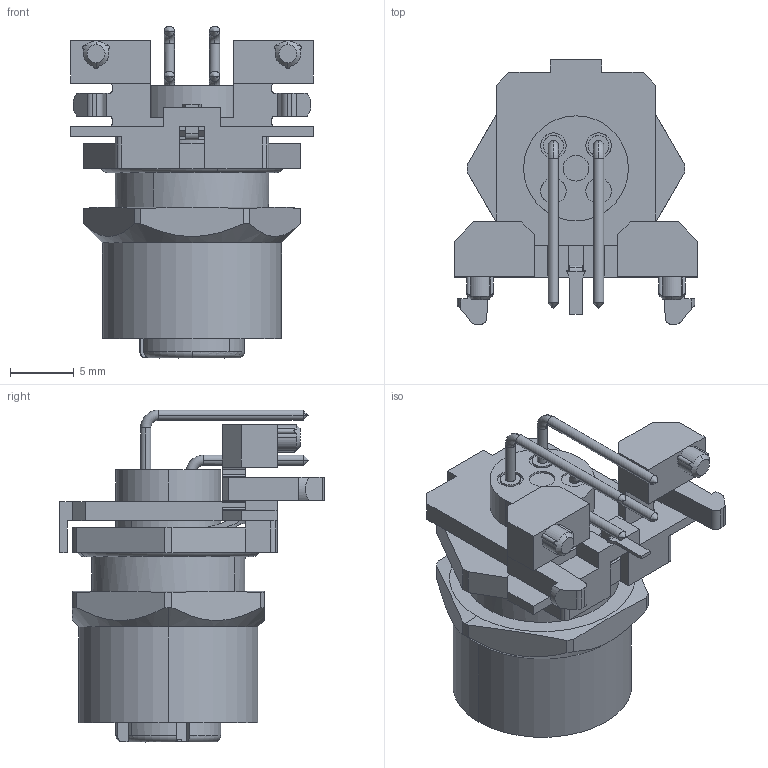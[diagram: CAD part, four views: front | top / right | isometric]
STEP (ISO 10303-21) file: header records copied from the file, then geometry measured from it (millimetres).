
FILE_DESCRIPTION(('CATIA V5R24 STEP','CAx-IF Rec.Pracs.--- Model Styling and Organization---1.2---2011-12-15'),'2;1');
FILE_NAME ('D1461960_0_2424410000_2424410000.stp','2017-04-25T09:33:49+00:00',('none'),('Weidmueller'),'CATIA Version 5-6 Release 2014 SP4 HF52','CATIA V5 STEP AP214','none');
FILE_SCHEMA(('AUTOMOTIVE_DESIGN { 1 0 10303 214 1 1 1 1 }'));
Length unit declared in the file: millimetre
Products named in the file (1): 2424410000
Bounding box: 19 x 20.7 x 25.96 mm (x, y, z)
Volume: 2944.7 mm3; surface area: 3727.8 mm2
Topology: 4 solids, 8 shells, 457 faces, 1301 edges, 870 vertices
Faces by surface type: plane 211, cylinder 158, bspline 33, cone 30, torus 25
Entity records: 16353 total; most frequent: CARTESIAN_POINT 5258, ORIENTED_EDGE 2570, DIRECTION 1775, EDGE_CURVE 1285, VERTEX_POINT 870, AXIS2_PLACEMENT_3D 699, VECTOR 665, LINE 665
